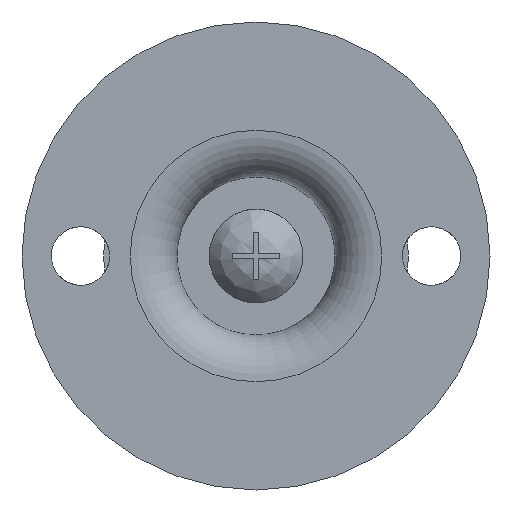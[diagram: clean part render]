
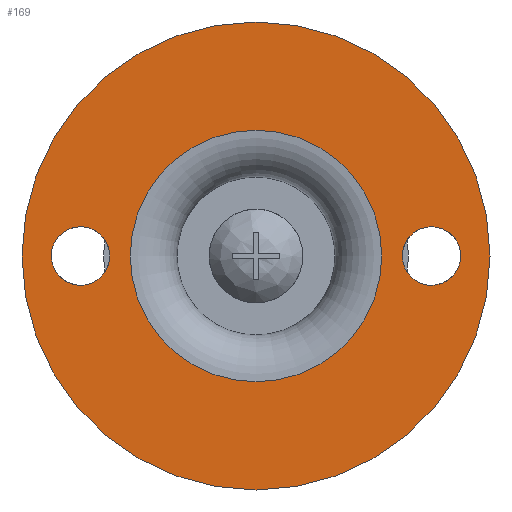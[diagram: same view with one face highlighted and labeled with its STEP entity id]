
A CAD part, front view. The second image highlights one B-rep face of the part: STEP entity #169.
In plain terms, the highlighted planar face has unit normal (0, -1, 0).
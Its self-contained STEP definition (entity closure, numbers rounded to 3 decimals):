
#169 = ADVANCED_FACE( '', ( #346, #347, #348, #349 ), #350, .F. );
#346 = FACE_BOUND( '', #551, .T. );
#347 = FACE_BOUND( '', #552, .T. );
#348 = FACE_OUTER_BOUND( '', #553, .T. );
#349 = FACE_BOUND( '', #554, .T. );
#350 = PLANE( '', #555 );
#551 = EDGE_LOOP( '', ( #941 ) );
#552 = EDGE_LOOP( '', ( #942 ) );
#553 = EDGE_LOOP( '', ( #943 ) );
#554 = EDGE_LOOP( '', ( #944 ) );
#555 = AXIS2_PLACEMENT_3D( '', #945, #946, #947 );
#941 = ORIENTED_EDGE( '', *, *, #1056, .F. );
#942 = ORIENTED_EDGE( '', *, *, #1018, .F. );
#943 = ORIENTED_EDGE( '', *, *, #949, .T. );
#944 = ORIENTED_EDGE( '', *, *, #1093, .T. );
#945 = CARTESIAN_POINT( '', ( 20., 0., 0. ) );
#946 = DIRECTION( '', ( 0., 1., 0. ) );
#947 = DIRECTION( '', ( 0., 0., 1. ) );
#949 = EDGE_CURVE( '', #1097, #1097, #1098, .T. );
#1018 = EDGE_CURVE( '', #1208, #1208, #1209, .F. );
#1056 = EDGE_CURVE( '', #1263, #1263, #1264, .T. );
#1093 = EDGE_CURVE( '', #1305, #1305, #1306, .T. );
#1097 = VERTEX_POINT( '', #1310 );
#1098 = CIRCLE( '', #1311, 20. );
#1208 = VERTEX_POINT( '', #1509 );
#1209 = CIRCLE( '', #1510, 2.5 );
#1263 = VERTEX_POINT( '', #1615 );
#1264 = CIRCLE( '', #1616, 10.75 );
#1305 = VERTEX_POINT( '', #1712 );
#1306 = CIRCLE( '', #1713, 2.5 );
#1310 = CARTESIAN_POINT( '', ( 0., 0., -20. ) );
#1311 = AXIS2_PLACEMENT_3D( '', #1716, #1717, #1718 );
#1509 = CARTESIAN_POINT( '', ( 15., 0., 2.5 ) );
#1510 = AXIS2_PLACEMENT_3D( '', #1797, #1798, #1799 );
#1615 = CARTESIAN_POINT( '', ( 0., 0., -10.75 ) );
#1616 = AXIS2_PLACEMENT_3D( '', #1831, #1832, #1833 );
#1712 = CARTESIAN_POINT( '', ( -12.5, 0., 0. ) );
#1713 = AXIS2_PLACEMENT_3D( '', #1842, #1843, #1844 );
#1716 = CARTESIAN_POINT( '', ( 0., 0., 0. ) );
#1717 = DIRECTION( '', ( 0., -1., 0. ) );
#1718 = DIRECTION( '', ( 0., 0., -1. ) );
#1797 = CARTESIAN_POINT( '', ( 15., 0., 0. ) );
#1798 = DIRECTION( '', ( 0., 1., 0. ) );
#1799 = DIRECTION( '', ( 0., 0., 1. ) );
#1831 = CARTESIAN_POINT( '', ( 0., 0., 0. ) );
#1832 = DIRECTION( '', ( 0., -1., 0. ) );
#1833 = DIRECTION( '', ( 0., 0., -1. ) );
#1842 = CARTESIAN_POINT( '', ( -15., 0., 0. ) );
#1843 = DIRECTION( '', ( 0., 1., 0. ) );
#1844 = DIRECTION( '', ( 1., 0., 0. ) );
